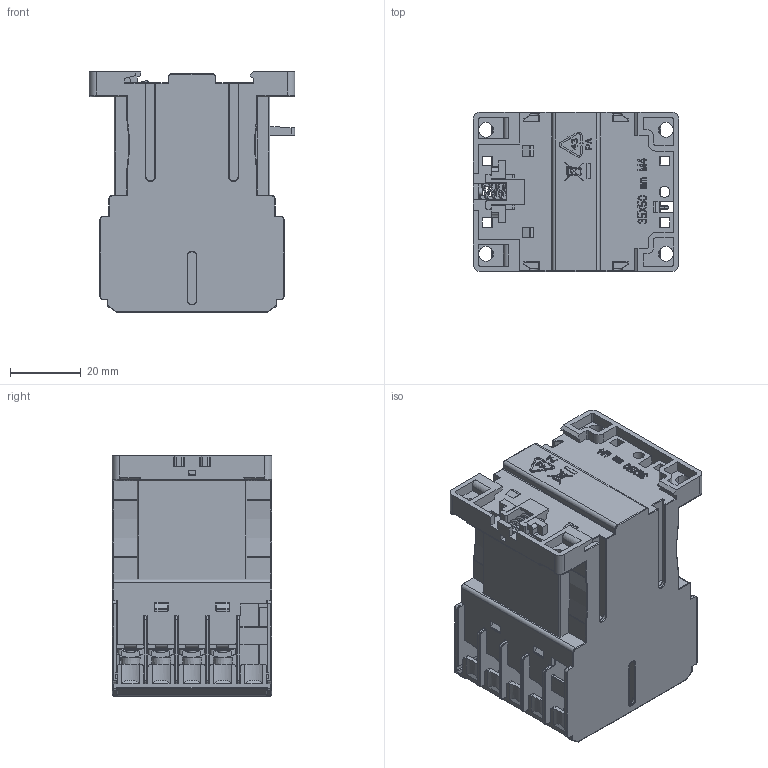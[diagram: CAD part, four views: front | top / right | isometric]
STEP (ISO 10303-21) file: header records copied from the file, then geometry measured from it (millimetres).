
FILE_DESCRIPTION((''),'2;1');
FILE_NAME('2ZTJ-401-035_SW0001','2024-03-14T15:18:10',('lili2'),(''),'CREO PARAMETRIC BY PTC INC, 2020044','CREO PARAMETRIC BY PTC INC, 2020044','');
FILE_SCHEMA(('CONFIG_CONTROL_DESIGN','SHAPE_APPEARANCE_LAYERS_GROUPS'));
Products named in the file (1): 2ZTJ-401-035_SW0001
Bounding box: 58 x 45 x 67.8 mm (x, y, z)
Volume: 110199.1 mm3; surface area: 50540.9 mm2
Topology: 1 solids, 1 shells, 3978 faces, 11380 edges, 7233 vertices
Faces by surface type: plane 2625, cylinder 1027, torus 170, sphere 65, cone 54, bspline 29, extrusion 8
Entity records: 182185 total; most frequent: CARTESIAN_POINT 40977, ORIENTED_EDGE 22744, DIRECTION 20407, EDGE_CURVE 11372, VECTOR 8711, LINE 8703, VERTEX_POINT 7233, FILL_AREA_STYLE_COLOUR 5852
